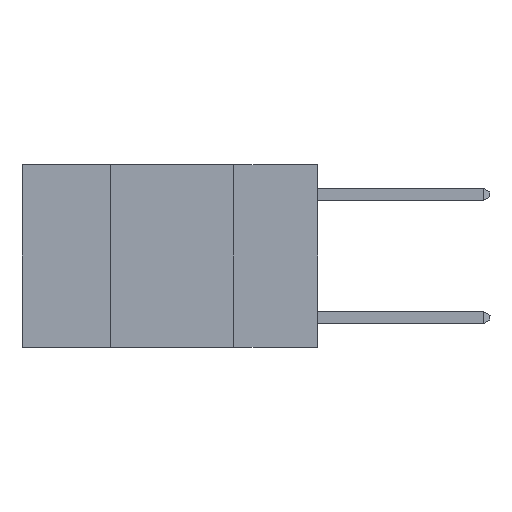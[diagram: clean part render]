
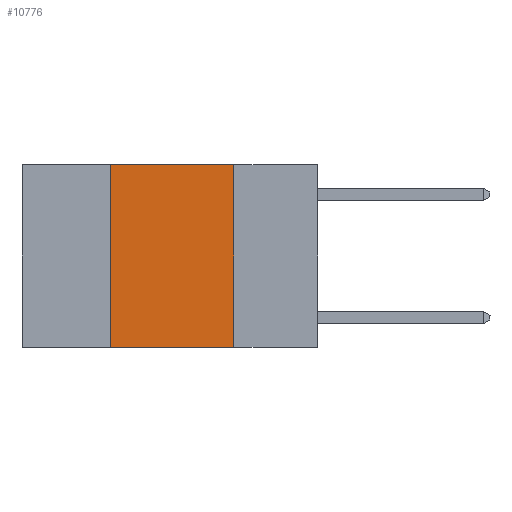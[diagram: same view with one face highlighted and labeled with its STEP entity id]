
A CAD part, left-side view. The second image highlights one B-rep face of the part: STEP entity #10776.
In plain terms, the highlighted planar face has unit normal (-1, 0, 0).
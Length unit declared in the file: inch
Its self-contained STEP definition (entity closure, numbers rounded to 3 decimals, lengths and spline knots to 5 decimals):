
#489 = VECTOR ( 'NONE', #5351, 39.37008 ) ;
#982 = LINE ( 'NONE', #5539, #15490 ) ;
#1623 = EDGE_LOOP ( 'NONE', ( #6326, #10532, #10970, #18001 ) ) ;
#1907 = LINE ( 'NONE', #14619, #16414 ) ;
#2325 = DIRECTION ( 'NONE',  ( 0., 0., -1. ) ) ;
#2816 = EDGE_CURVE ( 'NONE', #11104, #7497, #18138, .T. ) ;
#3259 = CARTESIAN_POINT ( 'NONE',  ( 0., 0.42, 0. ) ) ;
#3364 = AXIS2_PLACEMENT_3D ( 'NONE', #17753, #10758, #2325 ) ;
#3928 = CARTESIAN_POINT ( 'NONE',  ( 0., 0.6, -0.37 ) ) ;
#4827 = FACE_OUTER_BOUND ( 'NONE', #1623, .T. ) ;
#5351 = DIRECTION ( 'NONE',  ( 0., -1., 0. ) ) ;
#5539 = CARTESIAN_POINT ( 'NONE',  ( 0., 0.42, 0. ) ) ;
#6326 = ORIENTED_EDGE ( 'NONE', *, *, #2816, .F. ) ;
#6456 = CARTESIAN_POINT ( 'NONE',  ( 0., 0.17, -0.37 ) ) ;
#6772 = EDGE_CURVE ( 'NONE', #15619, #11104, #1907, .T. ) ;
#6891 = VECTOR ( 'NONE', #16053, 39.37008 ) ;
#7097 = CARTESIAN_POINT ( 'NONE',  ( 0., 0.17, 0. ) ) ;
#7497 = VERTEX_POINT ( 'NONE', #6456 ) ;
#7739 = EDGE_CURVE ( 'NONE', #13811, #15619, #982, .T. ) ;
#8319 = CARTESIAN_POINT ( 'NONE',  ( 0., 0.42, -0.37 ) ) ;
#9342 = PLANE ( 'NONE',  #3364 ) ;
#10453 = DIRECTION ( 'NONE',  ( 0., -1., 0. ) ) ;
#10532 = ORIENTED_EDGE ( 'NONE', *, *, #6772, .F. ) ;
#10758 = DIRECTION ( 'NONE',  ( 1., 0., 0. ) ) ;
#10776 = ADVANCED_FACE ( 'NONE', ( #4827 ), #9342, .F. ) ;
#10970 = ORIENTED_EDGE ( 'NONE', *, *, #7739, .F. ) ;
#11104 = VERTEX_POINT ( 'NONE', #7097 ) ;
#11738 = LINE ( 'NONE', #3928, #489 ) ;
#13811 = VERTEX_POINT ( 'NONE', #8319 ) ;
#13977 = DIRECTION ( 'NONE',  ( 0., 0., 1. ) ) ;
#14619 = CARTESIAN_POINT ( 'NONE',  ( 0., 0.6, 0. ) ) ;
#14639 = CARTESIAN_POINT ( 'NONE',  ( 0., 0.17, 0. ) ) ;
#15218 = EDGE_CURVE ( 'NONE', #13811, #7497, #11738, .T. ) ;
#15490 = VECTOR ( 'NONE', #13977, 39.37008 ) ;
#15619 = VERTEX_POINT ( 'NONE', #3259 ) ;
#16053 = DIRECTION ( 'NONE',  ( 0., 0., -1. ) ) ;
#16414 = VECTOR ( 'NONE', #10453, 39.37008 ) ;
#17753 = CARTESIAN_POINT ( 'NONE',  ( 0., 0.6, 0. ) ) ;
#18001 = ORIENTED_EDGE ( 'NONE', *, *, #15218, .T. ) ;
#18138 = LINE ( 'NONE', #14639, #6891 ) ;
